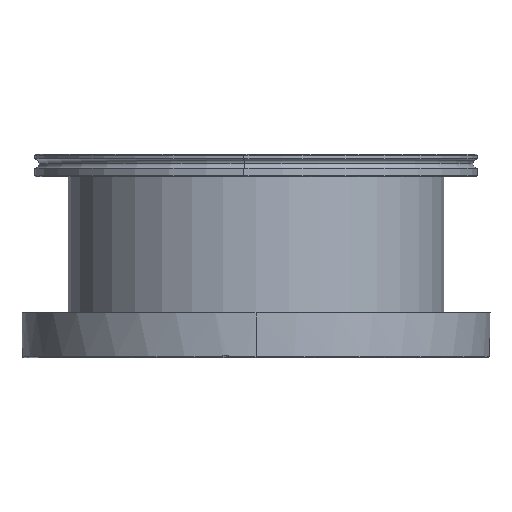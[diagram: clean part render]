
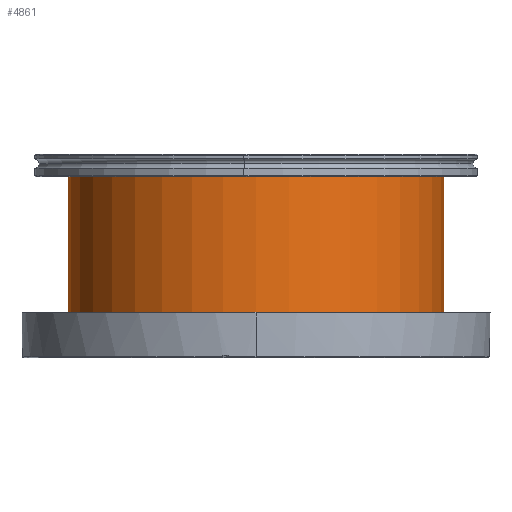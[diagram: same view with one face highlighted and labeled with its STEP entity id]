
A CAD part, front view. The second image highlights one B-rep face of the part: STEP entity #4861.
In plain terms, the highlighted cylindrical face has radius 101.6 mm (diameter 203.2 mm), a partial arc.
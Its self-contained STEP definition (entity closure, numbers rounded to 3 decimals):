
#76 = DIRECTION ( 'NONE',  ( 1., 0., 0. ) ) ;
#256 = ORIENTED_EDGE ( 'NONE', *, *, #603, .T. ) ;
#587 = EDGE_CURVE ( 'NONE', #3031, #2975, #3199, .T. ) ;
#603 = EDGE_CURVE ( 'NONE', #2837, #613, #893, .T. ) ;
#613 = VERTEX_POINT ( 'NONE', #652 ) ;
#617 = EDGE_CURVE ( 'NONE', #2837, #3031, #748, .T. ) ;
#619 = CARTESIAN_POINT ( 'NONE',  ( 0., 0., -45.4 ) ) ;
#652 = CARTESIAN_POINT ( 'NONE',  ( -101.6, 0., -45.4 ) ) ;
#683 = EDGE_CURVE ( 'NONE', #613, #2975, #1712, .T. ) ;
#748 = CIRCLE ( 'NONE', #3210, 101.6 ) ;
#893 = LINE ( 'NONE', #3728, #4241 ) ;
#1163 = DIRECTION ( 'NONE',  ( 0., 0., -1. ) ) ;
#1271 = EDGE_LOOP ( 'NONE', ( #5213, #2191, #256, #2269 ) ) ;
#1372 = CYLINDRICAL_SURFACE ( 'NONE', #1655, 101.6 ) ;
#1523 = FACE_OUTER_BOUND ( 'NONE', #1271, .T. ) ;
#1655 = AXIS2_PLACEMENT_3D ( 'NONE', #2908, #2003, #3336 ) ;
#1712 = CIRCLE ( 'NONE', #5570, 101.6 ) ;
#2003 = DIRECTION ( 'NONE',  ( 0., 0., -1. ) ) ;
#2191 = ORIENTED_EDGE ( 'NONE', *, *, #617, .F. ) ;
#2269 = ORIENTED_EDGE ( 'NONE', *, *, #683, .T. ) ;
#2785 = DIRECTION ( 'NONE',  ( 0., 0., 1. ) ) ;
#2837 = VERTEX_POINT ( 'NONE', #4744 ) ;
#2908 = CARTESIAN_POINT ( 'NONE',  ( 0., 0., 45.4 ) ) ;
#2945 = DIRECTION ( 'NONE',  ( 1., 0., 0. ) ) ;
#2975 = VERTEX_POINT ( 'NONE', #3510 ) ;
#3031 = VERTEX_POINT ( 'NONE', #4434 ) ;
#3199 = LINE ( 'NONE', #4759, #5531 ) ;
#3210 = AXIS2_PLACEMENT_3D ( 'NONE', #4297, #3851, #76 ) ;
#3336 = DIRECTION ( 'NONE',  ( -1., 0., 0. ) ) ;
#3510 = CARTESIAN_POINT ( 'NONE',  ( 101.6, 0., -45.4 ) ) ;
#3728 = CARTESIAN_POINT ( 'NONE',  ( -101.6, 0., 45.4 ) ) ;
#3851 = DIRECTION ( 'NONE',  ( 0., 0., 1. ) ) ;
#4238 = DIRECTION ( 'NONE',  ( 0., 0., -1. ) ) ;
#4241 = VECTOR ( 'NONE', #4238, 1000. ) ;
#4297 = CARTESIAN_POINT ( 'NONE',  ( 0., 0., 45.4 ) ) ;
#4434 = CARTESIAN_POINT ( 'NONE',  ( 101.6, 0., 45.4 ) ) ;
#4744 = CARTESIAN_POINT ( 'NONE',  ( -101.6, 0., 45.4 ) ) ;
#4759 = CARTESIAN_POINT ( 'NONE',  ( 101.6, 0., 45.4 ) ) ;
#4861 = ADVANCED_FACE ( 'NONE', ( #1523 ), #1372, .T. ) ;
#5213 = ORIENTED_EDGE ( 'NONE', *, *, #587, .F. ) ;
#5531 = VECTOR ( 'NONE', #1163, 1000. ) ;
#5570 = AXIS2_PLACEMENT_3D ( 'NONE', #619, #2785, #2945 ) ;
